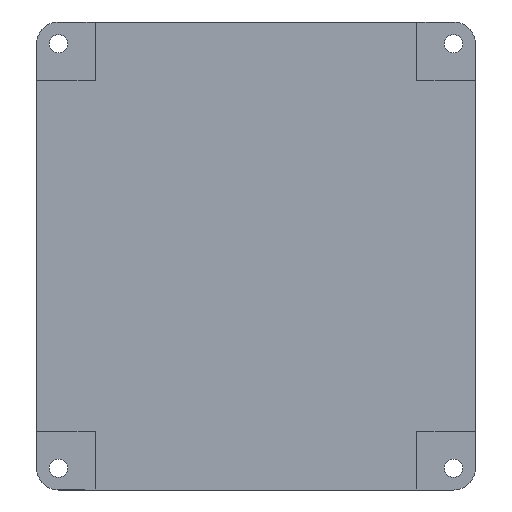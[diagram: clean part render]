
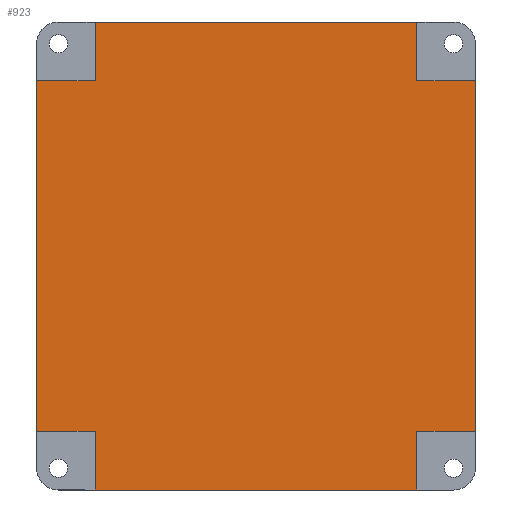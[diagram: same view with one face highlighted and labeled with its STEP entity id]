
A CAD part, front view. The second image highlights one B-rep face of the part: STEP entity #923.
In plain terms, the highlighted planar face has unit normal (0, -1, 0).
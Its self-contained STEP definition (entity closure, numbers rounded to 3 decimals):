
#14 = VERTEX_POINT ( 'NONE', #1103 ) ;
#52 = CARTESIAN_POINT ( 'NONE',  ( -21.987, 0., 23.987 ) ) ;
#94 = ORIENTED_EDGE ( 'NONE', *, *, #1571, .F. ) ;
#113 = VERTEX_POINT ( 'NONE', #2910 ) ;
#121 = ORIENTED_EDGE ( 'NONE', *, *, #2130, .F. ) ;
#139 = VECTOR ( 'NONE', #1237, 1000. ) ;
#171 = ORIENTED_EDGE ( 'NONE', *, *, #1028, .F. ) ;
#202 = DIRECTION ( 'NONE',  ( -1., 0., 0. ) ) ;
#231 = DIRECTION ( 'NONE',  ( 1., 0., 0. ) ) ;
#291 = VECTOR ( 'NONE', #2011, 1000. ) ;
#309 = CARTESIAN_POINT ( 'NONE',  ( 29.987, 0., -23.987 ) ) ;
#337 = ORIENTED_EDGE ( 'NONE', *, *, #1643, .F. ) ;
#457 = ORIENTED_EDGE ( 'NONE', *, *, #790, .F. ) ;
#467 = LINE ( 'NONE', #754, #873 ) ;
#486 = FACE_OUTER_BOUND ( 'NONE', #1866, .T. ) ;
#502 = LINE ( 'NONE', #1981, #1292 ) ;
#575 = LINE ( 'NONE', #693, #2551 ) ;
#576 = EDGE_CURVE ( 'NONE', #2517, #667, #1052, .T. ) ;
#583 = VECTOR ( 'NONE', #1124, 1000. ) ;
#648 = DIRECTION ( 'NONE',  ( 1., 0., 0. ) ) ;
#667 = VERTEX_POINT ( 'NONE', #309 ) ;
#693 = CARTESIAN_POINT ( 'NONE',  ( -29.987, 0., -29. ) ) ;
#728 = CARTESIAN_POINT ( 'NONE',  ( -21.987, 0., 31.987 ) ) ;
#754 = CARTESIAN_POINT ( 'NONE',  ( -21.987, 0., -23.987 ) ) ;
#767 = LINE ( 'NONE', #3219, #291 ) ;
#790 = EDGE_CURVE ( 'NONE', #14, #1232, #575, .T. ) ;
#807 = CARTESIAN_POINT ( 'NONE',  ( -21.987, 0., -23.987 ) ) ;
#831 = ORIENTED_EDGE ( 'NONE', *, *, #576, .F. ) ;
#873 = VECTOR ( 'NONE', #1032, 1000. ) ;
#918 = EDGE_CURVE ( 'NONE', #1977, #2517, #767, .T. ) ;
#923 = ADVANCED_FACE ( 'NONE', ( #486 ), #3002, .F. ) ;
#942 = CARTESIAN_POINT ( 'NONE',  ( -27., 0., 31.987 ) ) ;
#995 = EDGE_CURVE ( 'NONE', #1535, #14, #467, .T. ) ;
#1028 = EDGE_CURVE ( 'NONE', #1783, #113, #502, .T. ) ;
#1032 = DIRECTION ( 'NONE',  ( -1., 0., 0. ) ) ;
#1052 = LINE ( 'NONE', #2533, #139 ) ;
#1065 = CARTESIAN_POINT ( 'NONE',  ( 29.987, 0., -23.987 ) ) ;
#1073 = LINE ( 'NONE', #2368, #583 ) ;
#1103 = CARTESIAN_POINT ( 'NONE',  ( -29.987, 0., -23.987 ) ) ;
#1124 = DIRECTION ( 'NONE',  ( 0., 0., 1. ) ) ;
#1129 = EDGE_CURVE ( 'NONE', #1953, #2588, #2109, .T. ) ;
#1152 = DIRECTION ( 'NONE',  ( 0., 0., 1. ) ) ;
#1166 = EDGE_CURVE ( 'NONE', #667, #2111, #1308, .T. ) ;
#1202 = CARTESIAN_POINT ( 'NONE',  ( 21.987, 0., 31.987 ) ) ;
#1213 = VECTOR ( 'NONE', #1371, 1000. ) ;
#1232 = VERTEX_POINT ( 'NONE', #2953 ) ;
#1237 = DIRECTION ( 'NONE',  ( 0., 0., -1. ) ) ;
#1249 = CARTESIAN_POINT ( 'NONE',  ( 21.987, 0., -31.987 ) ) ;
#1286 = ORIENTED_EDGE ( 'NONE', *, *, #995, .F. ) ;
#1292 = VECTOR ( 'NONE', #202, 1000. ) ;
#1308 = LINE ( 'NONE', #1065, #3076 ) ;
#1325 = VECTOR ( 'NONE', #231, 1000. ) ;
#1371 = DIRECTION ( 'NONE',  ( 0., 0., -1. ) ) ;
#1450 = AXIS2_PLACEMENT_3D ( 'NONE', #1768, #2482, #3019 ) ;
#1535 = VERTEX_POINT ( 'NONE', #807 ) ;
#1571 = EDGE_CURVE ( 'NONE', #113, #1535, #1073, .T. ) ;
#1643 = EDGE_CURVE ( 'NONE', #2113, #1977, #2202, .T. ) ;
#1734 = VECTOR ( 'NONE', #648, 1000. ) ;
#1768 = CARTESIAN_POINT ( 'NONE',  ( -27., 0., 29. ) ) ;
#1783 = VERTEX_POINT ( 'NONE', #1249 ) ;
#1828 = LINE ( 'NONE', #3095, #1213 ) ;
#1845 = ORIENTED_EDGE ( 'NONE', *, *, #2541, .F. ) ;
#1866 = EDGE_LOOP ( 'NONE', ( #1286, #94, #171, #121, #2854, #831, #2667, #337, #1845, #2957, #1965, #457 ) ) ;
#1953 = VERTEX_POINT ( 'NONE', #2038 ) ;
#1965 = ORIENTED_EDGE ( 'NONE', *, *, #3148, .F. ) ;
#1977 = VERTEX_POINT ( 'NONE', #2523 ) ;
#1981 = CARTESIAN_POINT ( 'NONE',  ( 27., 0., -31.987 ) ) ;
#2011 = DIRECTION ( 'NONE',  ( 1., 0., 0. ) ) ;
#2038 = CARTESIAN_POINT ( 'NONE',  ( -21.987, 0., 23.987 ) ) ;
#2109 = LINE ( 'NONE', #52, #2762 ) ;
#2111 = VERTEX_POINT ( 'NONE', #2324 ) ;
#2113 = VERTEX_POINT ( 'NONE', #2589 ) ;
#2130 = EDGE_CURVE ( 'NONE', #2111, #1783, #1828, .T. ) ;
#2202 = LINE ( 'NONE', #1202, #2210 ) ;
#2210 = VECTOR ( 'NONE', #3190, 1000. ) ;
#2304 = CARTESIAN_POINT ( 'NONE',  ( -29.987, 0., 23.987 ) ) ;
#2324 = CARTESIAN_POINT ( 'NONE',  ( 21.987, 0., -23.987 ) ) ;
#2368 = CARTESIAN_POINT ( 'NONE',  ( -21.987, 0., -31.987 ) ) ;
#2482 = DIRECTION ( 'NONE',  ( 0., 1., 0. ) ) ;
#2517 = VERTEX_POINT ( 'NONE', #2682 ) ;
#2523 = CARTESIAN_POINT ( 'NONE',  ( 21.987, 0., 23.987 ) ) ;
#2533 = CARTESIAN_POINT ( 'NONE',  ( 29.987, 0., 29. ) ) ;
#2541 = EDGE_CURVE ( 'NONE', #2588, #2113, #3191, .T. ) ;
#2551 = VECTOR ( 'NONE', #1152, 1000. ) ;
#2588 = VERTEX_POINT ( 'NONE', #728 ) ;
#2589 = CARTESIAN_POINT ( 'NONE',  ( 21.987, 0., 31.987 ) ) ;
#2667 = ORIENTED_EDGE ( 'NONE', *, *, #918, .F. ) ;
#2682 = CARTESIAN_POINT ( 'NONE',  ( 29.987, 0., 23.987 ) ) ;
#2762 = VECTOR ( 'NONE', #2871, 1000. ) ;
#2854 = ORIENTED_EDGE ( 'NONE', *, *, #1166, .F. ) ;
#2871 = DIRECTION ( 'NONE',  ( 0., 0., 1. ) ) ;
#2910 = CARTESIAN_POINT ( 'NONE',  ( -21.987, 0., -31.987 ) ) ;
#2936 = DIRECTION ( 'NONE',  ( -1., 0., 0. ) ) ;
#2953 = CARTESIAN_POINT ( 'NONE',  ( -29.987, 0., 23.987 ) ) ;
#2957 = ORIENTED_EDGE ( 'NONE', *, *, #1129, .F. ) ;
#2980 = LINE ( 'NONE', #2304, #1325 ) ;
#3002 = PLANE ( 'NONE',  #1450 ) ;
#3019 = DIRECTION ( 'NONE',  ( 0., 0., 1. ) ) ;
#3076 = VECTOR ( 'NONE', #2936, 1000. ) ;
#3095 = CARTESIAN_POINT ( 'NONE',  ( 21.987, 0., -23.987 ) ) ;
#3148 = EDGE_CURVE ( 'NONE', #1232, #1953, #2980, .T. ) ;
#3190 = DIRECTION ( 'NONE',  ( 0., 0., -1. ) ) ;
#3191 = LINE ( 'NONE', #942, #1734 ) ;
#3219 = CARTESIAN_POINT ( 'NONE',  ( 21.987, 0., 23.987 ) ) ;
